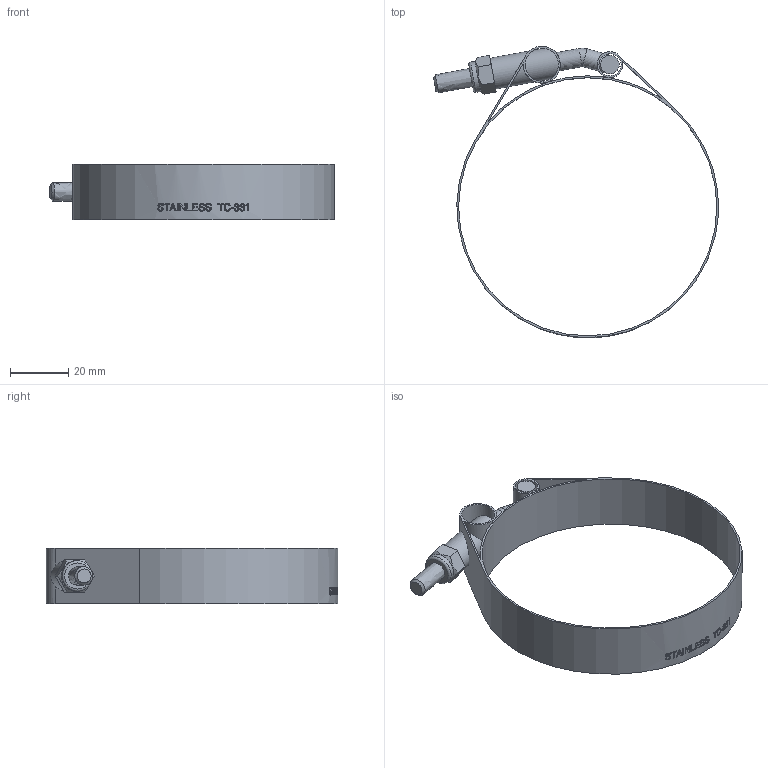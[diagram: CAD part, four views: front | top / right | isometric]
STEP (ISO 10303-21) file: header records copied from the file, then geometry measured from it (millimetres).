
FILE_DESCRIPTION(/* description */ ('3 5/16" - 3 5/8" T-Bolt Clamp'),/* implementation_level */ '2;1');
FILE_NAME(/* name */ 'TC331.stp',/* time_stamp */ '2018-10-29T15:41:08-04:00',/* author */ ('ALR'),/* organization */ (''),/* preprocessor_version */ 'ST-DEVELOPER v17',/* originating_system */ 'Autodesk Inventor 2018',/* authorisation */ '');
FILE_SCHEMA (('AUTOMOTIVE_DESIGN { 1 0 10303 214 3 1 1 }'));
Length unit declared in the file: inch
Products named in the file (1): TC331
Bounding box: 98.12 x 100.37 x 19.05 mm (x, y, z)
Volume: 8846.5 mm3; surface area: 16964.2 mm2
Topology: 1 solids, 1 shells, 233 faces, 636 edges, 419 vertices
Faces by surface type: bspline 103, plane 96, cylinder 32, torus 1, cone 1
Full cylindrical faces by diameter (mm): 6.35 x1, 7.62 x1, 10.541 x1, 10.795 x2, 11.43 x1, 88.9 x1
Entity records: 23068 total; most frequent: CARTESIAN_POINT 17911, ORIENTED_EDGE 1274, DIRECTION 696, EDGE_CURVE 637, VERTEX_POINT 419, B_SPLINE_CURVE_WITH_KNOTS 288, EDGE_LOOP 262, LINE 250
